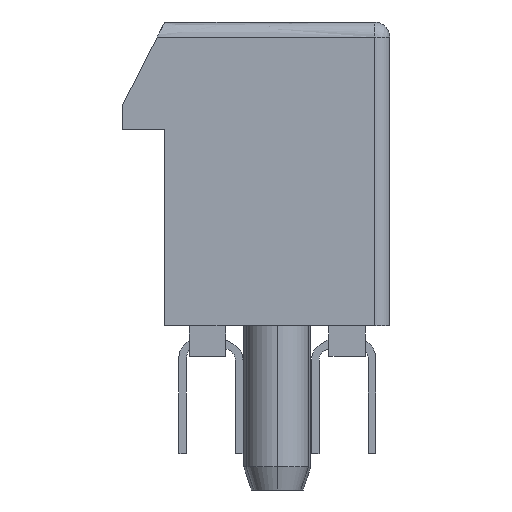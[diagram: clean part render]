
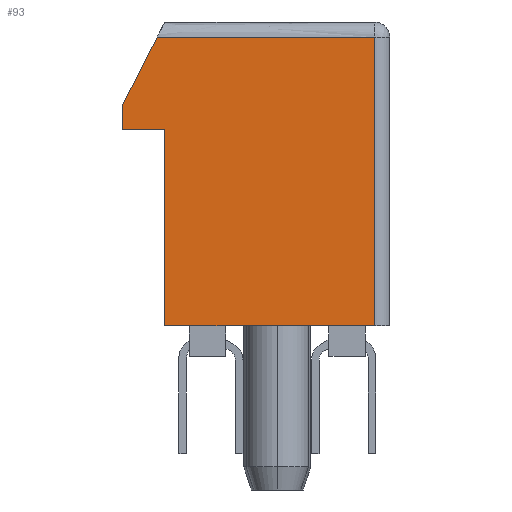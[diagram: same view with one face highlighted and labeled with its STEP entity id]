
A CAD part, left-side view. The second image highlights one B-rep face of the part: STEP entity #93.
In plain terms, the highlighted free-form (B-spline) face has degree [1, 1] with [2, 2] control points.
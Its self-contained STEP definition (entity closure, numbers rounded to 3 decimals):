
#61 = EDGE_CURVE('',#62,#64,#66,.T.);
#62 = VERTEX_POINT('',#63);
#63 = CARTESIAN_POINT('',(-24.49,-3.19,10.5));
#64 = VERTEX_POINT('',#65);
#65 = CARTESIAN_POINT('',(-24.49,-3.19,1.));
#66 = LINE('',#67,#68);
#67 = CARTESIAN_POINT('',(-24.49,-3.19,10.5));
#68 = VECTOR('',#69,1.);
#69 = DIRECTION('',(0.,0.,-1.));
#93 = ADVANCED_FACE('',(#94),#143,.T.);
#94 = FACE_BOUND('',#95,.T.);
#95 = EDGE_LOOP('',(#96,#104,#112,#120,#128,#136,#142));
#96 = ORIENTED_EDGE('',*,*,#97,.F.);
#97 = EDGE_CURVE('',#98,#62,#100,.T.);
#98 = VERTEX_POINT('',#99);
#99 = CARTESIAN_POINT('',(-24.49,3.965,10.5));
#100 = LINE('',#101,#102);
#101 = CARTESIAN_POINT('',(-24.49,3.965,10.5));
#102 = VECTOR('',#103,1.);
#103 = DIRECTION('',(0.,-1.,0.));
#104 = ORIENTED_EDGE('',*,*,#105,.T.);
#105 = EDGE_CURVE('',#98,#106,#108,.T.);
#106 = VERTEX_POINT('',#107);
#107 = CARTESIAN_POINT('',(-24.49,5.11,8.25));
#108 = LINE('',#109,#110);
#109 = CARTESIAN_POINT('',(-24.49,3.965,10.5));
#110 = VECTOR('',#111,1.);
#111 = DIRECTION('',(0.,0.454,-0.891));
#112 = ORIENTED_EDGE('',*,*,#113,.T.);
#113 = EDGE_CURVE('',#106,#114,#116,.T.);
#114 = VERTEX_POINT('',#115);
#115 = CARTESIAN_POINT('',(-24.49,5.11,7.45));
#116 = LINE('',#117,#118);
#117 = CARTESIAN_POINT('',(-24.49,5.11,8.25));
#118 = VECTOR('',#119,1.);
#119 = DIRECTION('',(0.,0.,-1.));
#120 = ORIENTED_EDGE('',*,*,#121,.T.);
#121 = EDGE_CURVE('',#114,#122,#124,.T.);
#122 = VERTEX_POINT('',#123);
#123 = CARTESIAN_POINT('',(-24.49,3.71,7.45));
#124 = LINE('',#125,#126);
#125 = CARTESIAN_POINT('',(-24.49,5.11,7.45));
#126 = VECTOR('',#127,1.);
#127 = DIRECTION('',(0.,-1.,0.));
#128 = ORIENTED_EDGE('',*,*,#129,.F.);
#129 = EDGE_CURVE('',#130,#122,#132,.T.);
#130 = VERTEX_POINT('',#131);
#131 = CARTESIAN_POINT('',(-24.49,3.71,1.));
#132 = LINE('',#133,#134);
#133 = CARTESIAN_POINT('',(-24.49,3.71,1.));
#134 = VECTOR('',#135,1.);
#135 = DIRECTION('',(0.,0.,1.));
#136 = ORIENTED_EDGE('',*,*,#137,.F.);
#137 = EDGE_CURVE('',#64,#130,#138,.T.);
#138 = LINE('',#139,#140);
#139 = CARTESIAN_POINT('',(-24.49,-3.19,1.));
#140 = VECTOR('',#141,1.);
#141 = DIRECTION('',(0.,1.,0.));
#142 = ORIENTED_EDGE('',*,*,#61,.F.);
#143 = B_SPLINE_SURFACE_WITH_KNOTS('',1,1,(
    (#144,#145)
    ,(#146,#147
    )),.UNSPECIFIED.,.F.,.F.,.F.,(2,2),(2,2),(-0.19,9.69),(0.334,8.966),
  .PIECEWISE_BEZIER_KNOTS.);
#144 = CARTESIAN_POINT('',(-24.49,-3.356,0.81));
#145 = CARTESIAN_POINT('',(-24.49,5.276,0.81));
#146 = CARTESIAN_POINT('',(-24.49,-3.356,10.69));
#147 = CARTESIAN_POINT('',(-24.49,5.276,10.69));
